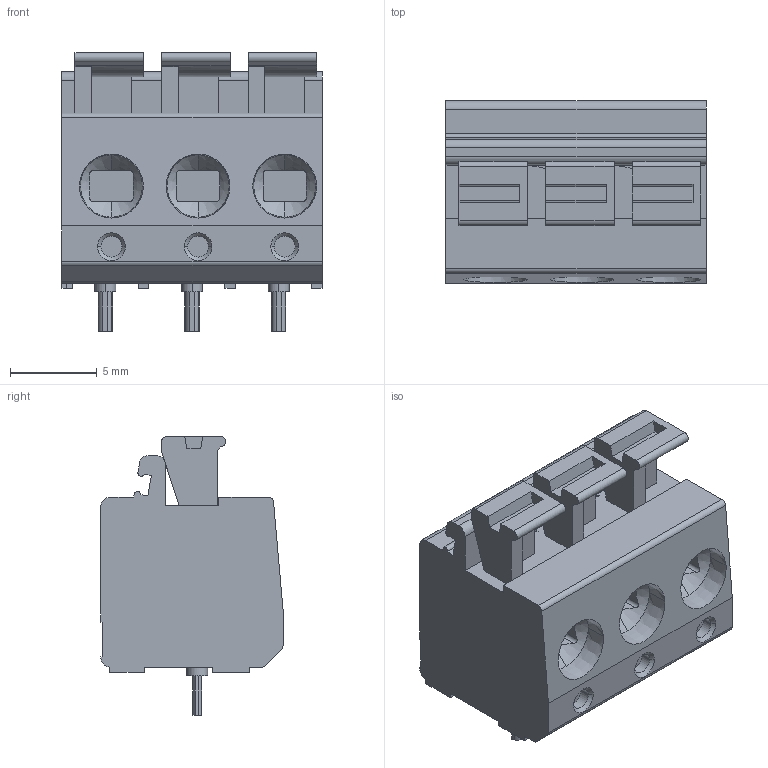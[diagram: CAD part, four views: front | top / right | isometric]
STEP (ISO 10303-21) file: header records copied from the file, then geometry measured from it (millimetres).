
FILE_DESCRIPTION((''),'2;1');
FILE_NAME('PHOENIX_1792876.stp','2013-06-11T17:16:50',(''),(''),'Mechanical Desktop 2011','Mechanical Desktop 2011',', , ');
FILE_SCHEMA(('AUTOMOTIVE_DESIGN { 1 2 10303 214 1 1 1 1 }'));
Length unit declared in the file: millimetre
Products named in the file (1): Product
Bounding box: 15 x 10.5 x 16.09 mm (x, y, z)
Volume: 1544.8 mm3; surface area: 1342.4 mm2
Topology: 8 solids, 8 shells, 291 faces, 794 edges, 530 vertices
Faces by surface type: plane 181, cylinder 79, cone 18, bspline 13
Entity records: 9758 total; most frequent: CARTESIAN_POINT 2279, ORIENTED_EDGE 1588, DIRECTION 1489, EDGE_CURVE 794, VECTOR 573, LINE 573, VERTEX_POINT 530, AXIS2_PLACEMENT_3D 458
